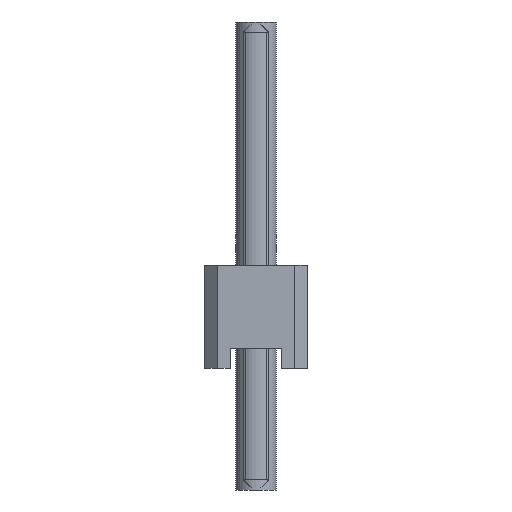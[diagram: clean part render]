
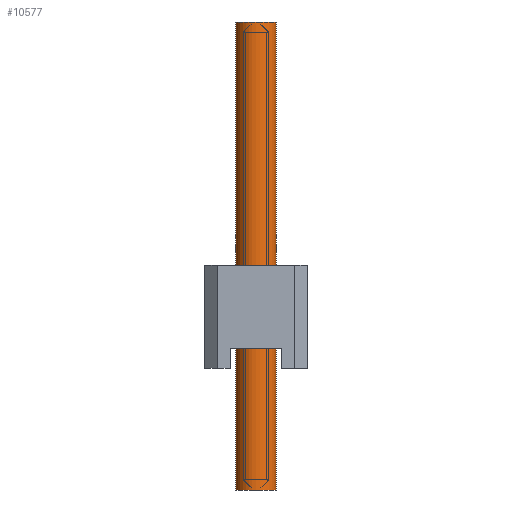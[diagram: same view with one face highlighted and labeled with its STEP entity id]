
A CAD part, left-side view. The second image highlights one B-rep face of the part: STEP entity #10577.
In plain terms, the highlighted cylindrical face has radius 0.5 mm (diameter 1 mm), a full revolution.
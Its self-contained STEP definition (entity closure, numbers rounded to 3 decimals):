
#167=CIRCLE('',#11160,0.5);
#168=CIRCLE('',#11161,0.5);
#468=CYLINDRICAL_SURFACE('',#11159,0.5);
#725=ORIENTED_EDGE('',*,*,#3835,.F.);
#726=ORIENTED_EDGE('',*,*,#3836,.T.);
#3835=EDGE_CURVE('',#5399,#5399,#167,.T.);
#3836=EDGE_CURVE('',#5400,#5400,#168,.T.);
#5399=VERTEX_POINT('',#15124);
#5400=VERTEX_POINT('',#15126);
#8987=EDGE_LOOP('',(#725));
#8988=EDGE_LOOP('',(#726));
#9591=FACE_BOUND('',#8987,.T.);
#9592=FACE_BOUND('',#8988,.T.);
#10577=ADVANCED_FACE('',(#9591,#9592),#468,.F.);
#11159=AXIS2_PLACEMENT_3D('',#15122,#12101,#12102);
#11160=AXIS2_PLACEMENT_3D('',#15123,#12103,#12104);
#11161=AXIS2_PLACEMENT_3D('',#15125,#12105,#12106);
#12101=DIRECTION('',(0.,0.,1.));
#12102=DIRECTION('',(1.,0.,0.));
#12103=DIRECTION('',(0.,0.,-1.));
#12104=DIRECTION('',(1.,0.,0.));
#12105=DIRECTION('',(0.,0.,-1.));
#12106=DIRECTION('',(1.,0.,0.));
#15122=CARTESIAN_POINT('',(0.,0.,0.));
#15123=CARTESIAN_POINT('',(0.,0.,11.54));
#15124=CARTESIAN_POINT('',(0.5,0.,11.54));
#15125=CARTESIAN_POINT('',(0.,0.,0.));
#15126=CARTESIAN_POINT('',(0.5,0.,0.));
